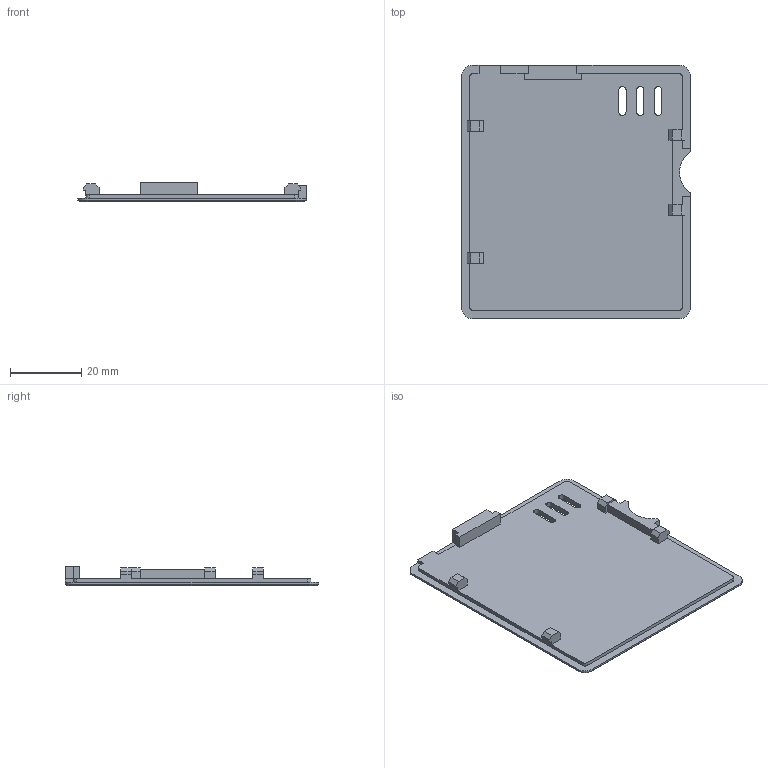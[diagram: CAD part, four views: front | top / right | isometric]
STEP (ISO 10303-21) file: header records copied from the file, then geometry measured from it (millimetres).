
FILE_DESCRIPTION(('Open CASCADE Model'),'2;1');
FILE_NAME('Open CASCADE Shape Model','2025-11-29T18:32:43',('Author'),( 'Open CASCADE'),'Open CASCADE STEP processor 7.7','Open CASCADE 7.7' ,'Unknown');
FILE_SCHEMA(('AUTOMOTIVE_DESIGN { 1 0 10303 214 1 1 1 1 }'));
Length unit declared in the file: millimetre
Products named in the file (1): Open CASCADE STEP translator 7.7 7
Bounding box: 64 x 71 x 5.5 mm (x, y, z)
Volume: 8868 mm3; surface area: 9882.9 mm2
Topology: 1 solids, 1 shells, 128 faces, 344 edges, 218 vertices
Faces by surface type: plane 90, cylinder 21, cone 17
Entity records: 8311 total; most frequent: CARTESIAN_POINT 1591, DIRECTION 1189, LINE 775, VECTOR 775, ORIENTED_EDGE 688, PCURVE 688, DEFINITIONAL_REPRESENTATION 688, EDGE_CURVE 344
